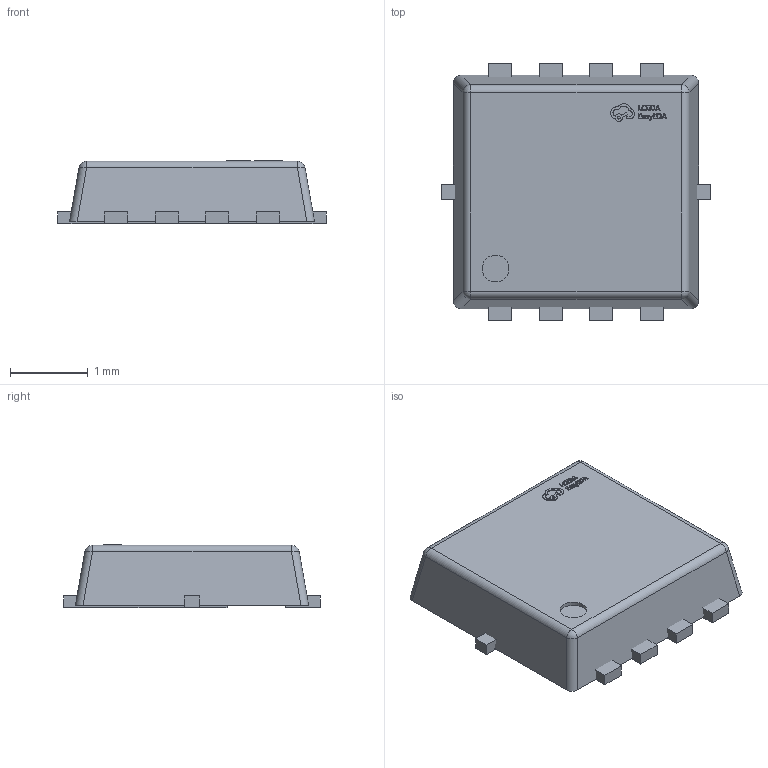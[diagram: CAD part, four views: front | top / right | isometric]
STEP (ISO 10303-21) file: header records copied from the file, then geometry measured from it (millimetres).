
FILE_DESCRIPTION (( 'STEP AP214' ), '1' );
FILE_NAME ('PDFN3333-8L_L3.2-W3.0-P0.65-LS3.3-BL_WILLSEMI_WNM3057XXXX.STEP', '2022-07-07T13:43:57', ( '' ), ( '' ), 'SwSTEP 2.0', 'SolidWorks 2018', '' );
FILE_SCHEMA (( 'AUTOMOTIVE_DESIGN' ));
Length unit declared in the file: millimetre
Products named in the file (1): PDFN3333-8L_L3.2-W3.0-P0.65-LS3.3-BL_WILLSEMI_WNM3057XXXX
Bounding box: 3.45 x 3.3 x 0.81 mm (x, y, z)
Volume: 7.5 mm3; surface area: 39.3 mm2
Topology: 6 solids, 6 shells, 295 faces, 777 edges, 514 vertices
Faces by surface type: plane 183, bspline 98, cylinder 10, sphere 4
Entity records: 12851 total; most frequent: CARTESIAN_POINT 2909, ORIENTED_EDGE 1554, DIRECTION 985, EDGE_CURVE 777, VECTOR 557, LINE 557, VERTEX_POINT 514, EDGE_LOOP 315
